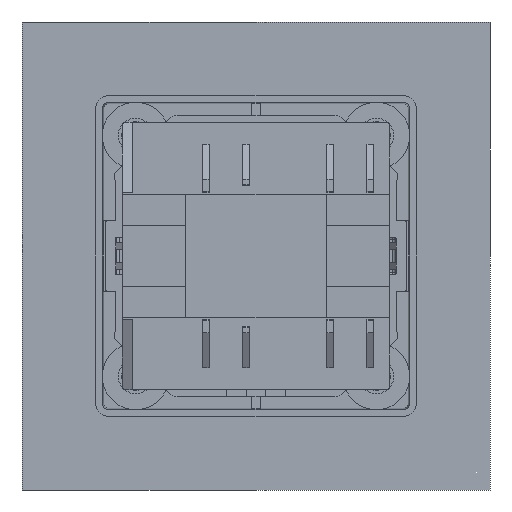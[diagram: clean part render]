
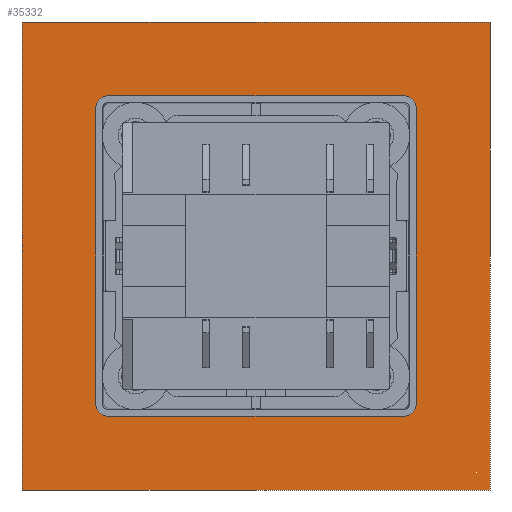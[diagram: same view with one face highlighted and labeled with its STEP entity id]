
A CAD part, front view. The second image highlights one B-rep face of the part: STEP entity #35332.
In plain terms, the highlighted planar face has unit normal (0, -1, 0).
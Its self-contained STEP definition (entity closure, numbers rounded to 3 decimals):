
#35127=CARTESIAN_POINT('',(0.,0.,0.));
#35128=DIRECTION('',(0.,-1.,0.));
#35129=DIRECTION('',(1.,0.,0.));
#35130=AXIS2_PLACEMENT_3D('',#35127,#35128,#35129);
#35132=CARTESIAN_POINT('',(0.,0.,0.));
#35133=DIRECTION('',(0.,-1.,0.));
#35134=DIRECTION('',(-1.,0.,0.));
#35135=AXIS2_PLACEMENT_3D('',#35132,#35133,#35134);
#35137=CARTESIAN_POINT('',(0.,0.,-14.));
#35138=DIRECTION('',(0.,-1.,0.));
#35139=DIRECTION('',(1.,0.,0.));
#35140=AXIS2_PLACEMENT_3D('',#35137,#35138,#35139);
#35142=CARTESIAN_POINT('',(0.,0.,-14.));
#35143=DIRECTION('',(0.,-1.,0.));
#35144=DIRECTION('',(-1.,0.,0.));
#35145=AXIS2_PLACEMENT_3D('',#35142,#35143,#35144);
#35147=CARTESIAN_POINT('',(0.,0.,14.));
#35148=DIRECTION('',(0.,-1.,0.));
#35149=DIRECTION('',(1.,0.,0.));
#35150=AXIS2_PLACEMENT_3D('',#35147,#35148,#35149);
#35152=CARTESIAN_POINT('',(0.,0.,14.));
#35153=DIRECTION('',(0.,-1.,0.));
#35154=DIRECTION('',(-1.,0.,0.));
#35155=AXIS2_PLACEMENT_3D('',#35152,#35153,#35154);
#35157=DIRECTION('',(0.,0.,1.));
#35158=VECTOR('',#35157,70.);
#35159=CARTESIAN_POINT('',(-35.,0.,-35.));
#35160=LINE('',#35159,#35158);
#35161=DIRECTION('',(1.,0.,0.));
#35162=VECTOR('',#35161,70.);
#35163=CARTESIAN_POINT('',(-35.,0.,35.));
#35164=LINE('',#35163,#35162);
#35165=DIRECTION('',(0.,0.,-1.));
#35166=VECTOR('',#35165,70.);
#35167=CARTESIAN_POINT('',(35.,0.,35.));
#35168=LINE('',#35167,#35166);
#35169=DIRECTION('',(-1.,0.,0.));
#35170=VECTOR('',#35169,70.);
#35171=CARTESIAN_POINT('',(35.,0.,-35.));
#35172=LINE('',#35171,#35170);
#35259=CARTESIAN_POINT('',(8.,0.,0.));
#35260=CARTESIAN_POINT('',(-8.,0.,0.));
#35261=VERTEX_POINT('',#35259);
#35262=VERTEX_POINT('',#35260);
#35263=CARTESIAN_POINT('',(1.6,0.,-14.));
#35264=CARTESIAN_POINT('',(-1.6,0.,-14.));
#35265=VERTEX_POINT('',#35263);
#35266=VERTEX_POINT('',#35264);
#35267=CARTESIAN_POINT('',(1.6,0.,14.));
#35268=CARTESIAN_POINT('',(-1.6,0.,14.));
#35269=VERTEX_POINT('',#35267);
#35270=VERTEX_POINT('',#35268);
#35271=CARTESIAN_POINT('',(-35.,0.,-35.));
#35272=CARTESIAN_POINT('',(-35.,0.,35.));
#35273=VERTEX_POINT('',#35271);
#35274=VERTEX_POINT('',#35272);
#35275=CARTESIAN_POINT('',(35.,0.,35.));
#35276=VERTEX_POINT('',#35275);
#35277=CARTESIAN_POINT('',(35.,0.,-35.));
#35278=VERTEX_POINT('',#35277);
#35299=CARTESIAN_POINT('',(0.,0.,0.));
#35300=DIRECTION('',(0.,1.,0.));
#35301=DIRECTION('',(1.,0.,0.));
#35302=AXIS2_PLACEMENT_3D('',#35299,#35300,#35301);
#35303=PLANE('',#35302);
#35305=ORIENTED_EDGE('',*,*,#35304,.T.);
#35307=ORIENTED_EDGE('',*,*,#35306,.T.);
#35309=ORIENTED_EDGE('',*,*,#35308,.T.);
#35311=ORIENTED_EDGE('',*,*,#35310,.T.);
#35312=EDGE_LOOP('',(#35305,#35307,#35309,#35311));
#35313=FACE_OUTER_BOUND('',#35312,.F.);
#35315=ORIENTED_EDGE('',*,*,#35314,.T.);
#35317=ORIENTED_EDGE('',*,*,#35316,.T.);
#35318=EDGE_LOOP('',(#35315,#35317));
#35319=FACE_BOUND('',#35318,.F.);
#35321=ORIENTED_EDGE('',*,*,#35320,.T.);
#35323=ORIENTED_EDGE('',*,*,#35322,.T.);
#35324=EDGE_LOOP('',(#35321,#35323));
#35325=FACE_BOUND('',#35324,.F.);
#35327=ORIENTED_EDGE('',*,*,#35326,.T.);
#35329=ORIENTED_EDGE('',*,*,#35328,.T.);
#35330=EDGE_LOOP('',(#35327,#35329));
#35331=FACE_BOUND('',#35330,.F.);
#35332=ADVANCED_FACE('',(#35313,#35319,#35325,#35331),#35303,.F.);
#35131=CIRCLE('',#35130,8.);
#35136=CIRCLE('',#35135,8.);
#35141=CIRCLE('',#35140,1.6);
#35146=CIRCLE('',#35145,1.6);
#35151=CIRCLE('',#35150,1.6);
#35156=CIRCLE('',#35155,1.6);
#35304=EDGE_CURVE('',#35273,#35274,#35160,.T.);
#35306=EDGE_CURVE('',#35274,#35276,#35164,.T.);
#35308=EDGE_CURVE('',#35276,#35278,#35168,.T.);
#35310=EDGE_CURVE('',#35278,#35273,#35172,.T.);
#35314=EDGE_CURVE('',#35265,#35266,#35141,.T.);
#35316=EDGE_CURVE('',#35266,#35265,#35146,.T.);
#35320=EDGE_CURVE('',#35269,#35270,#35151,.T.);
#35322=EDGE_CURVE('',#35270,#35269,#35156,.T.);
#35326=EDGE_CURVE('',#35261,#35262,#35131,.T.);
#35328=EDGE_CURVE('',#35262,#35261,#35136,.T.);
